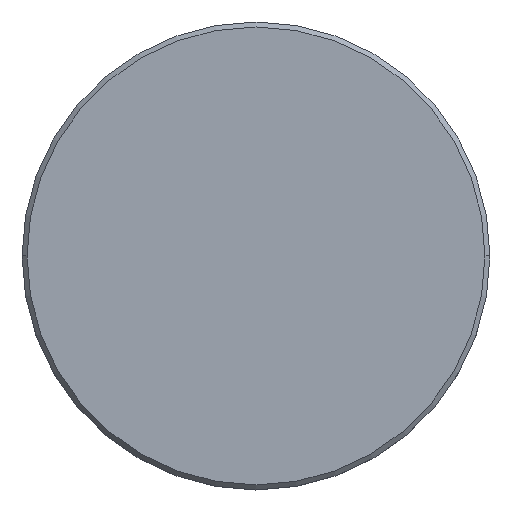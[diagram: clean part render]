
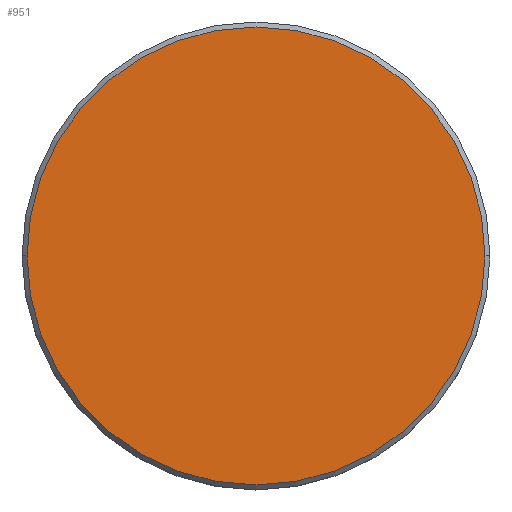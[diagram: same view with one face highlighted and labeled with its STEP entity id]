
A CAD part, top view. The second image highlights one B-rep face of the part: STEP entity #951.
In plain terms, the highlighted planar face has unit normal (0, 0, 1).
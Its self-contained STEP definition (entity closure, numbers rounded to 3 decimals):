
#120 = DIRECTION ( 'NONE',  ( 0., 0., 1. ) ) ;
#137 = CARTESIAN_POINT ( 'NONE',  ( 0., 0., 0. ) ) ;
#228 = AXIS2_PLACEMENT_3D ( 'NONE', #412, #375, #1016 ) ;
#362 = CARTESIAN_POINT ( 'NONE',  ( -23., 0., 0. ) ) ;
#375 = DIRECTION ( 'NONE',  ( 0., 0., 1. ) ) ;
#412 = CARTESIAN_POINT ( 'NONE',  ( 0., 0., 0. ) ) ;
#545 = VERTEX_POINT ( 'NONE', #362 ) ;
#573 = AXIS2_PLACEMENT_3D ( 'NONE', #137, #601, #961 ) ;
#582 = PLANE ( 'NONE',  #637 ) ;
#601 = DIRECTION ( 'NONE',  ( 0., 0., 1. ) ) ;
#637 = AXIS2_PLACEMENT_3D ( 'NONE', #968, #120, #959 ) ;
#824 = CARTESIAN_POINT ( 'NONE',  ( 23., 0., 0. ) ) ;
#836 = CIRCLE ( 'NONE', #228, 23. ) ;
#881 = ORIENTED_EDGE ( 'NONE', *, *, #1052, .T. ) ;
#949 = ORIENTED_EDGE ( 'NONE', *, *, #1015, .T. ) ;
#951 = ADVANCED_FACE ( 'NONE', ( #1048 ), #582, .T. ) ;
#959 = DIRECTION ( 'NONE',  ( 1., 0., 0. ) ) ;
#961 = DIRECTION ( 'NONE',  ( 1., 0., 0. ) ) ;
#968 = CARTESIAN_POINT ( 'NONE',  ( 0., 0., 0. ) ) ;
#1015 = EDGE_CURVE ( 'NONE', #545, #1078, #1171, .T. ) ;
#1016 = DIRECTION ( 'NONE',  ( 1., 0., 0. ) ) ;
#1048 = FACE_OUTER_BOUND ( 'NONE', #1157, .T. ) ;
#1052 = EDGE_CURVE ( 'NONE', #1078, #545, #836, .T. ) ;
#1078 = VERTEX_POINT ( 'NONE', #824 ) ;
#1157 = EDGE_LOOP ( 'NONE', ( #949, #881 ) ) ;
#1171 = CIRCLE ( 'NONE', #573, 23. ) ;
